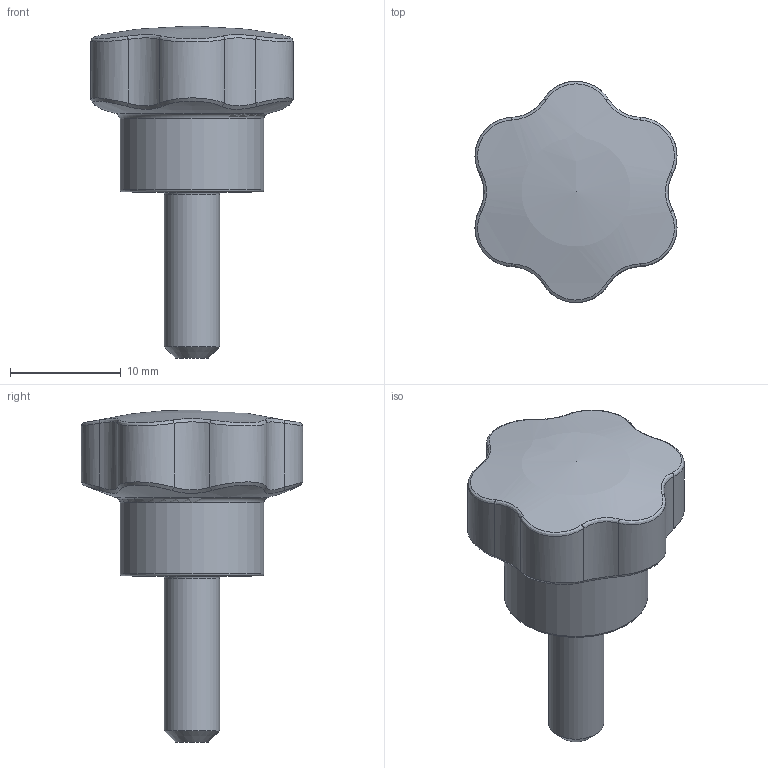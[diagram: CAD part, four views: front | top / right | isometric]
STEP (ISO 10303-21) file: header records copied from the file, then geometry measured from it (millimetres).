
FILE_DESCRIPTION( ( 'Unknown' ), '1' );
FILE_NAME( '6112025_VP20_M05X15.stp', 'Unknown', ( 'Unknown' ), ( 'Unknown' ), 'PSStep 11.0', 'Unknown', ' ' );
FILE_SCHEMA( ( 'AUTOMOTIVE_DESIGN { 1 0 10303 214 1 1 1 1 }' ) );
Length unit declared in the file: millimetre
Products named in the file (1): 6112025
Bounding box: 18.26 x 20 x 30 mm (x, y, z)
Volume: 3162.5 mm3; surface area: 1433 mm2
Topology: 1 solids, 2 shells, 49 faces, 109 edges, 63 vertices
Faces by surface type: bspline 25, cylinder 15, plane 3, torus 3, cone 2, sphere 1
Full cylindrical faces by diameter (mm): 5 x2, 13 x1
Entity records: 4787 total; most frequent: CARTESIAN_POINT 3561, ORIENTED_EDGE 190, DIRECTION 108, EDGE_CURVE 95, EDGE_LOOP 60, B_SPLINE_CURVE_WITH_KNOTS 60, VERTEX_POINT 59, FACE_OUTER_BOUND 56
